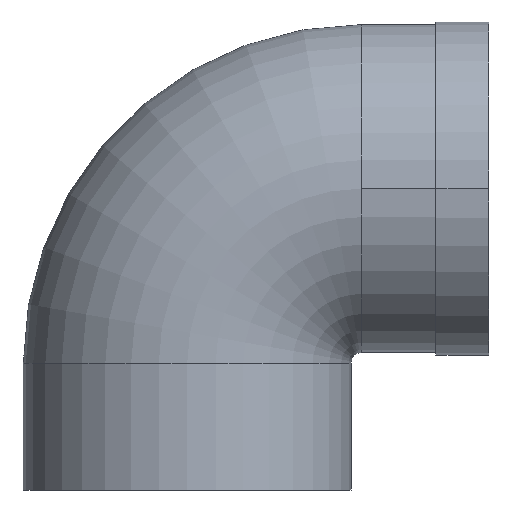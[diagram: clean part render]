
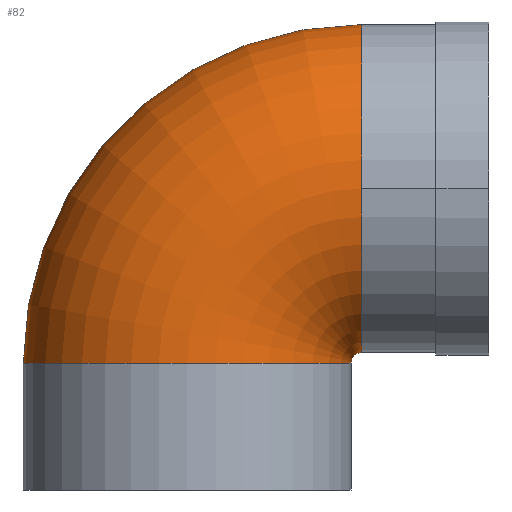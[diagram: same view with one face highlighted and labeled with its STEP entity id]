
A CAD part, front view. The second image highlights one B-rep face of the part: STEP entity #82.
In plain terms, the highlighted toroidal (fillet/blend) face has major radius 33 mm and minor radius 31 mm.
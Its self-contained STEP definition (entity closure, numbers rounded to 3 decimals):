
#82=ADVANCED_FACE('',(#164),#165,.T.);
#164=FACE_OUTER_BOUND('',#240,.T.);
#165=TOROIDAL_SURFACE('',#241,33.0,31.0);
#240=EDGE_LOOP('',(#403,#404,#405,#406,#407));
#241=AXIS2_PLACEMENT_3D('',#408,#409,#410);
#403=ORIENTED_EDGE('',*,*,#429,.T.);
#404=ORIENTED_EDGE('',*,*,#491,.T.);
#405=ORIENTED_EDGE('',*,*,#432,.T.);
#406=ORIENTED_EDGE('',*,*,#488,.T.);
#407=ORIENTED_EDGE('',*,*,#446,.T.);
#408=CARTESIAN_POINT('',(33.0,0.,24.0));
#409=DIRECTION('',(0.0,-1.0,0.0));
#410=DIRECTION('',(0.0,0.0,-1.0));
#429=EDGE_CURVE('',#497,#498,#499,.T.);
#432=EDGE_CURVE('',#504,#502,#505,.T.);
#446=EDGE_CURVE('',#527,#497,#528,.T.);
#488=EDGE_CURVE('',#502,#527,#586,.T.);
#491=EDGE_CURVE('',#498,#504,#589,.T.);
#497=VERTEX_POINT('',#595);
#498=VERTEX_POINT('',#596);
#499=CIRCLE('',#597,64.0);
#502=VERTEX_POINT('',#600);
#504=VERTEX_POINT('',#602);
#505=CIRCLE('',#603,2.0);
#527=VERTEX_POINT('',#693);
#528=CIRCLE('',#694,31.0);
#586=CIRCLE('',#826,31.0);
#589=CIRCLE('',#829,31.0);
#595=CARTESIAN_POINT('',(33.0,0.,88.0));
#596=CARTESIAN_POINT('',(-31.0,0.0,24.0));
#597=AXIS2_PLACEMENT_3D('',#834,#835,#836);
#600=CARTESIAN_POINT('',(33.0,0.0,26.0));
#602=CARTESIAN_POINT('',(31.0,0.,24.0));
#603=AXIS2_PLACEMENT_3D('',#843,#844,#845);
#693=CARTESIAN_POINT('',(33.0,-31.0,57.0));
#694=AXIS2_PLACEMENT_3D('',#867,#868,#869);
#826=AXIS2_PLACEMENT_3D('',#933,#934,#935);
#829=AXIS2_PLACEMENT_3D('',#936,#937,#938);
#834=CARTESIAN_POINT('',(33.0,0.,24.0));
#835=DIRECTION('',(0.0,-1.0,0.0));
#836=DIRECTION('',(0.0,0.0,-1.0));
#843=CARTESIAN_POINT('',(33.0,0.,24.0));
#844=DIRECTION('',(-0.0,1.0,0.0));
#845=DIRECTION('',(0.0,0.0,-1.0));
#867=CARTESIAN_POINT('',(33.0,0.,57.0));
#868=DIRECTION('',(-1.0,0.0,0.0));
#869=DIRECTION('',(0.0,0.,-1.0));
#933=CARTESIAN_POINT('',(33.0,0.,57.0));
#934=DIRECTION('',(-1.0,0.0,0.0));
#935=DIRECTION('',(0.0,0.,-1.0));
#936=CARTESIAN_POINT('',(0.0,0.0,24.0));
#937=DIRECTION('',(0.0,0.0,1.0));
#938=DIRECTION('',(-1.0,0.0,0.0));
